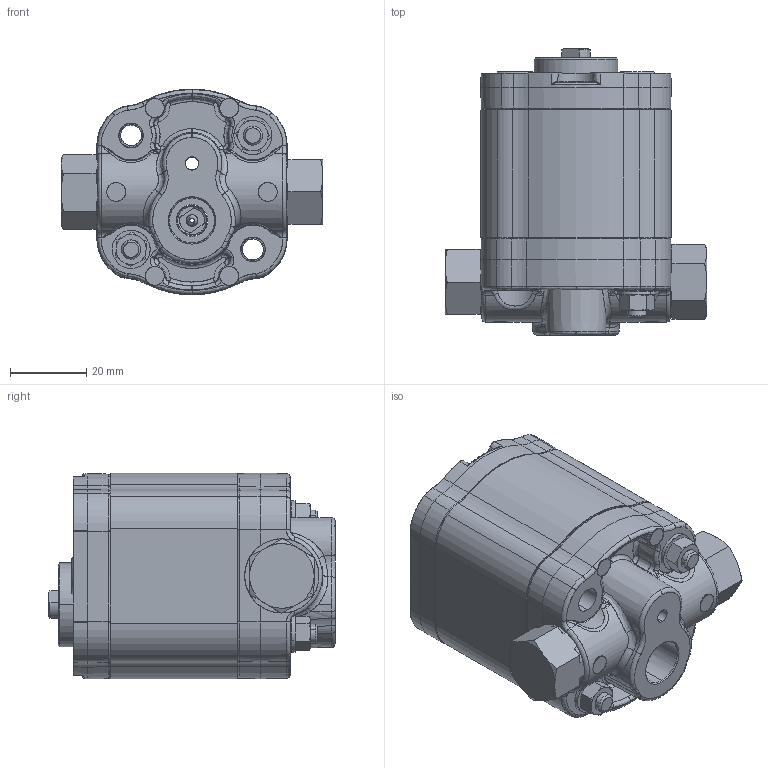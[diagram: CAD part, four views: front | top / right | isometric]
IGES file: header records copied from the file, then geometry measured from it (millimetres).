
Start section: SolidWorks IGES file using analytic representation for surfaces
Global section: file name: 23007100.036.igs; native system: SolidWorks 2014; preprocessor: SolidWorks 2014; author: serviziopdm; date: 161129.151255; units: millimetre
Bounding box: 68.8 x 75.2 x 54.05 mm (x, y, z)
Surface area: 28235.5 mm2 (no closed solid volume)
Topology: 0 solids, 0 shells, 629 faces, 6553 edges, 6540 vertices
Faces by surface type: bspline 340, revolution 289
